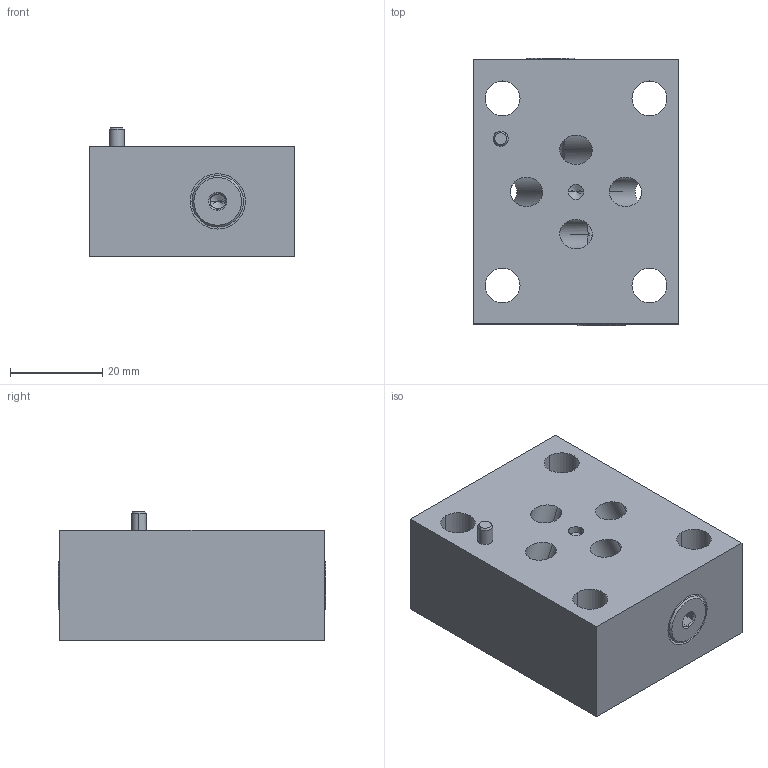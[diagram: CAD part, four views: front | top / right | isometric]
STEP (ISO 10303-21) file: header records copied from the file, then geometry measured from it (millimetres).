
FILE_DESCRIPTION((''),'2;1');
FILE_NAME('ZKX-Y_ASM','2019-09-25T',('ProEService'),(''),'PRO/ENGINEER BY PARAMETRIC TECHNOLOGY CORPORATION, 2014200','PRO/ENGINEER BY PARAMETRIC TECHNOLOGY CORPORATION, 2014200','');
FILE_SCHEMA(('CONFIG_CONTROL_DESIGN'));
Length unit declared in the file: inch
Products named in the file (6): 151-429; A330-106-002; 811-001-006; 500-101-012; 700-002; ZKX-Y_ASM
Assembly tree (6 placements, depth 2):
  ZKX-Y_ASM
    151-429
    A330-106-002  x2
    811-001-006
    500-101-012
    700-002
Bounding box: 44.45 x 57.86 x 27.89 mm (x, y, z)
Volume: 51150.7 mm3; surface area: 16566.1 mm2
Topology: 4 solids, 4 shells, 180 faces, 624 edges, 554 vertices
Faces by surface type: cylinder 66, plane 52, cone 50, sphere 8, torus 4
Entity records: 7175 total; most frequent: CARTESIAN_POINT 2719, DIRECTION 933, ORIENTED_EDGE 668, EDGE_CURVE 334, VECTOR 329, LINE 329, AXIS2_PLACEMENT_3D 302, VERTEX_POINT 207
